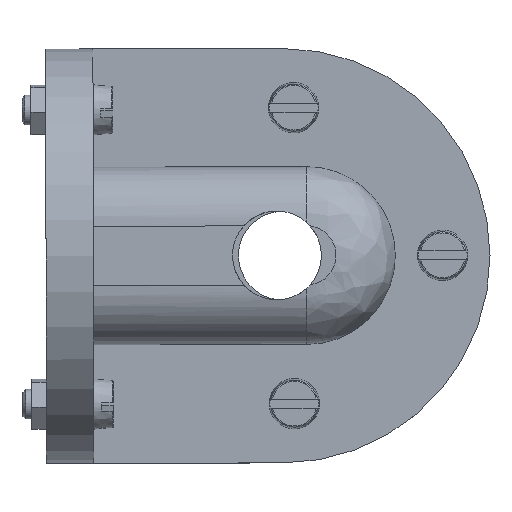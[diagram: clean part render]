
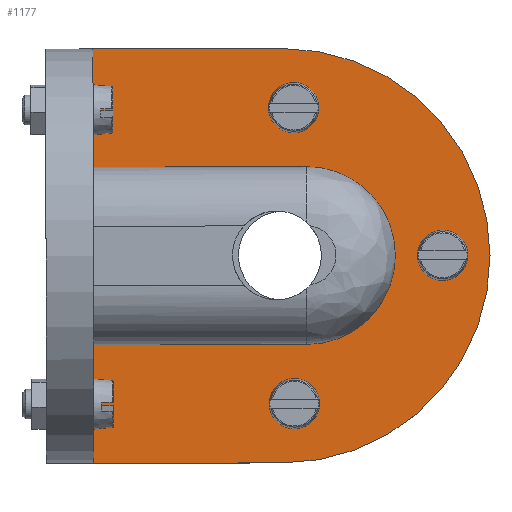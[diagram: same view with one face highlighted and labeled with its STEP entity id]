
A CAD part, top view. The second image highlights one B-rep face of the part: STEP entity #1177.
In plain terms, the highlighted planar face has unit normal (0, 0, 1).
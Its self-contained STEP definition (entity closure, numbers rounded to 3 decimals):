
#964=CARTESIAN_POINT('',(8.0,-50.0,2.5));
#965=VERTEX_POINT('',#964);
#966=CARTESIAN_POINT('',(8.0,-70.0,2.5));
#967=VERTEX_POINT('',#966);
#968=CARTESIAN_POINT('',(8.,-50.0,2.5));
#969=DIRECTION('',(0.0,-1.0,0.0));
#970=VECTOR('',#969,20.0);
#971=LINE('',#968,#970);
#972=EDGE_CURVE('',#965,#967,#971,.T.);
#991=CARTESIAN_POINT('',(8.0,-20.0,2.5));
#992=VERTEX_POINT('',#991);
#999=CARTESIAN_POINT('',(8.0,0.0,2.5));
#1000=VERTEX_POINT('',#999);
#1001=CARTESIAN_POINT('',(8.,0.0,2.5));
#1002=DIRECTION('',(0.0,-1.0,0.0));
#1003=VECTOR('',#1002,20.0);
#1004=LINE('',#1001,#1003);
#1005=EDGE_CURVE('',#1000,#992,#1004,.T.);
#1089=CARTESIAN_POINT('',(32.297,-35.,2.5));
#1090=DIRECTION('',(0.0,0.0,1.0));
#1091=DIRECTION('',(1.0,0.0,0.0));
#1092=AXIS2_PLACEMENT_3D('',#1089,#1090,#1091);
#1093=PLANE('',#1092);
#1094=ORIENTED_EDGE('',*,*,#1005,.T.);
#1095=CARTESIAN_POINT('',(44.0,-20.,2.5));
#1096=VERTEX_POINT('',#1095);
#1097=CARTESIAN_POINT('',(8.0,-20.,2.5));
#1098=DIRECTION('',(1.0,0.0,0.0));
#1099=VECTOR('',#1098,36.0);
#1100=LINE('',#1097,#1099);
#1101=EDGE_CURVE('',#992,#1096,#1100,.T.);
#1102=ORIENTED_EDGE('',*,*,#1101,.T.);
#1103=CARTESIAN_POINT('',(44.0,-50.0,2.5));
#1104=VERTEX_POINT('',#1103);
#1105=CARTESIAN_POINT('',(44.,-35.,2.5));
#1106=DIRECTION('',(0.0,0.0,-1.0));
#1107=DIRECTION('',(0.0,-1.0,0.0));
#1108=AXIS2_PLACEMENT_3D('',#1105,#1106,#1107);
#1109=CIRCLE('',#1108,15.);
#1110=EDGE_CURVE('',#1096,#1104,#1109,.T.);
#1111=ORIENTED_EDGE('',*,*,#1110,.T.);
#1112=CARTESIAN_POINT('',(44.0,-50.0,2.5));
#1113=DIRECTION('',(-1.0,0.0,0.0));
#1114=VECTOR('',#1113,36.0);
#1115=LINE('',#1112,#1114);
#1116=EDGE_CURVE('',#1104,#965,#1115,.T.);
#1117=ORIENTED_EDGE('',*,*,#1116,.T.);
#1118=ORIENTED_EDGE('',*,*,#972,.T.);
#1119=CARTESIAN_POINT('',(40.,-70.,2.5));
#1120=VERTEX_POINT('',#1119);
#1121=CARTESIAN_POINT('',(40.,-70.,2.5));
#1122=DIRECTION('',(-1.0,0.0,0.0));
#1123=VECTOR('',#1122,32.);
#1124=LINE('',#1121,#1123);
#1125=EDGE_CURVE('',#1120,#967,#1124,.T.);
#1126=ORIENTED_EDGE('',*,*,#1125,.F.);
#1127=CARTESIAN_POINT('',(40.,0.0,2.5));
#1128=VERTEX_POINT('',#1127);
#1129=CARTESIAN_POINT('',(40.,-35.0,2.5));
#1130=DIRECTION('',(0.0,0.0,-1.0));
#1131=DIRECTION('',(0.0,-1.0,0.0));
#1132=AXIS2_PLACEMENT_3D('',#1129,#1130,#1131);
#1133=CIRCLE('',#1132,35.0);
#1134=EDGE_CURVE('',#1128,#1120,#1133,.T.);
#1135=ORIENTED_EDGE('',*,*,#1134,.F.);
#1136=CARTESIAN_POINT('',(8.,0.0,2.5));
#1137=DIRECTION('',(1.0,0.0,0.0));
#1138=VECTOR('',#1137,32.);
#1139=LINE('',#1136,#1138);
#1140=EDGE_CURVE('',#1000,#1128,#1139,.T.);
#1141=ORIENTED_EDGE('',*,*,#1140,.F.);
#1142=EDGE_LOOP('',(#1094,#1102,#1111,#1117,#1118,#1126,#1135,#1141));
#1143=FACE_OUTER_BOUND('',#1142,.T.);
#1144=CARTESIAN_POINT('',(70.,-35.,2.5));
#1145=VERTEX_POINT('',#1144);
#1146=CARTESIAN_POINT('',(67.,-35.,2.5));
#1147=DIRECTION('',(0.0,0.0,-1.0));
#1148=DIRECTION('',(-1.0,0.0,0.0));
#1149=AXIS2_PLACEMENT_3D('',#1146,#1147,#1148);
#1150=CIRCLE('',#1149,3.);
#1151=EDGE_CURVE('',#1145,#1145,#1150,.T.);
#1152=ORIENTED_EDGE('',*,*,#1151,.T.);
#1153=EDGE_LOOP('',(#1152));
#1154=FACE_BOUND('',#1153,.T.);
#1155=CARTESIAN_POINT('',(44.891,-10.,2.5));
#1156=VERTEX_POINT('',#1155);
#1157=CARTESIAN_POINT('',(41.891,-10.,2.5));
#1158=DIRECTION('',(0.0,0.0,-1.0));
#1159=DIRECTION('',(-1.0,0.0,0.0));
#1160=AXIS2_PLACEMENT_3D('',#1157,#1158,#1159);
#1161=CIRCLE('',#1160,3.);
#1162=EDGE_CURVE('',#1156,#1156,#1161,.T.);
#1163=ORIENTED_EDGE('',*,*,#1162,.T.);
#1164=EDGE_LOOP('',(#1163));
#1165=FACE_BOUND('',#1164,.T.);
#1166=CARTESIAN_POINT('',(44.891,-59.998,2.5));
#1167=VERTEX_POINT('',#1166);
#1168=CARTESIAN_POINT('',(41.891,-59.998,2.5));
#1169=DIRECTION('',(0.0,0.0,-1.0));
#1170=DIRECTION('',(-1.0,0.0,0.0));
#1171=AXIS2_PLACEMENT_3D('',#1168,#1169,#1170);
#1172=CIRCLE('',#1171,3.);
#1173=EDGE_CURVE('',#1167,#1167,#1172,.T.);
#1174=ORIENTED_EDGE('',*,*,#1173,.T.);
#1175=EDGE_LOOP('',(#1174));
#1176=FACE_BOUND('',#1175,.T.);
#1177=ADVANCED_FACE('',(#1143,#1154,#1165,#1176),#1093,.T.);
